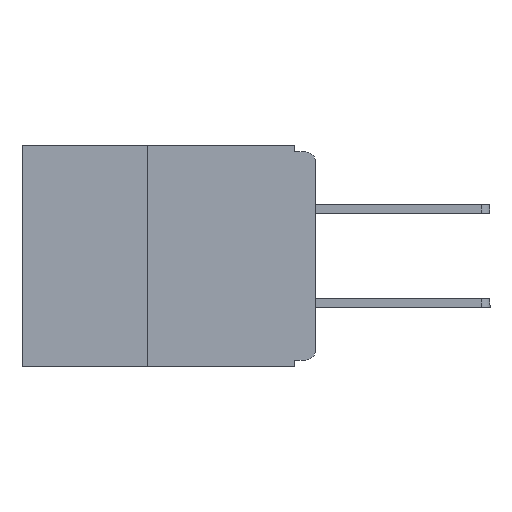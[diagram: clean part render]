
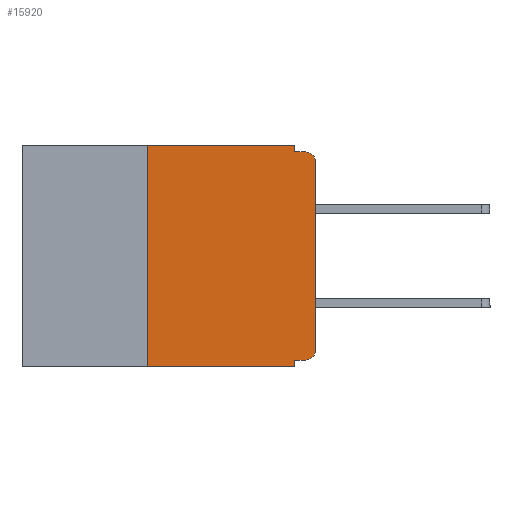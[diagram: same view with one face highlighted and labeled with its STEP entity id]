
A CAD part, left-side view. The second image highlights one B-rep face of the part: STEP entity #15920.
In plain terms, the highlighted planar face has unit normal (-1, 0, 0).
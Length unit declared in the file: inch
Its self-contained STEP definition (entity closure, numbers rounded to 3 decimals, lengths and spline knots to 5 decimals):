
#193 = VECTOR ( 'NONE', #5991, 39.37008 ) ;
#356 = CARTESIAN_POINT ( 'NONE',  ( 0., 0.25, -0.33 ) ) ;
#447 = ORIENTED_EDGE ( 'NONE', *, *, #10821, .F. ) ;
#687 = DIRECTION ( 'NONE',  ( 0., 0., -1. ) ) ;
#691 = DIRECTION ( 'NONE',  ( -1., 0., 0. ) ) ;
#730 = CARTESIAN_POINT ( 'NONE',  ( 0., 0.015, -0.025 ) ) ;
#853 = CIRCLE ( 'NONE', #26053, 0.015 ) ;
#901 = EDGE_LOOP ( 'NONE', ( #21758, #26065, #33619, #447, #23861, #10503, #15193, #9308, #5721, #6438 ) ) ;
#920 = DIRECTION ( 'NONE',  ( 0., 0., -1. ) ) ;
#2436 = VERTEX_POINT ( 'NONE', #25721 ) ;
#2670 = VERTEX_POINT ( 'NONE', #27650 ) ;
#2949 = LINE ( 'NONE', #14180, #23186 ) ;
#3080 = CARTESIAN_POINT ( 'NONE',  ( 0., 0.437, 0. ) ) ;
#3339 = CARTESIAN_POINT ( 'NONE',  ( 0., 0.437, -0.33 ) ) ;
#4390 = CARTESIAN_POINT ( 'NONE',  ( 0., 0.015, -0.305 ) ) ;
#4668 = EDGE_CURVE ( 'NONE', #5066, #29359, #853, .T. ) ;
#4980 = LINE ( 'NONE', #7368, #25172 ) ;
#5066 = VERTEX_POINT ( 'NONE', #30329 ) ;
#5721 = ORIENTED_EDGE ( 'NONE', *, *, #17064, .F. ) ;
#5745 = EDGE_CURVE ( 'NONE', #7225, #29359, #4980, .T. ) ;
#5933 = CARTESIAN_POINT ( 'NONE',  ( 0., 0.015, -0.01 ) ) ;
#5991 = DIRECTION ( 'NONE',  ( 0., -1., 0. ) ) ;
#6438 = ORIENTED_EDGE ( 'NONE', *, *, #25394, .T. ) ;
#6691 = CARTESIAN_POINT ( 'NONE',  ( 0., 0.031, -0.32 ) ) ;
#7040 = DIRECTION ( 'NONE',  ( 0., 0., -1. ) ) ;
#7225 = VERTEX_POINT ( 'NONE', #18437 ) ;
#7368 = CARTESIAN_POINT ( 'NONE',  ( 0., 0., -0.01 ) ) ;
#7794 = CARTESIAN_POINT ( 'NONE',  ( 0., 0., 0. ) ) ;
#8090 = DIRECTION ( 'NONE',  ( 0., -1., 0. ) ) ;
#9308 = ORIENTED_EDGE ( 'NONE', *, *, #13319, .F. ) ;
#10097 = CARTESIAN_POINT ( 'NONE',  ( 0., 0.25, -0.33 ) ) ;
#10450 = DIRECTION ( 'NONE',  ( 0., 0., 1. ) ) ;
#10503 = ORIENTED_EDGE ( 'NONE', *, *, #24836, .F. ) ;
#10821 = EDGE_CURVE ( 'NONE', #20013, #7225, #13560, .T. ) ;
#10929 = VECTOR ( 'NONE', #18489, 39.37008 ) ;
#11385 = CARTESIAN_POINT ( 'NONE',  ( 0., 0.437, 0. ) ) ;
#11805 = CARTESIAN_POINT ( 'NONE',  ( 0., 0.031, -0.33 ) ) ;
#12399 = LINE ( 'NONE', #10097, #32462 ) ;
#13319 = EDGE_CURVE ( 'NONE', #27089, #18505, #2949, .T. ) ;
#13560 = LINE ( 'NONE', #18261, #20559 ) ;
#14088 = PLANE ( 'NONE',  #21794 ) ;
#14180 = CARTESIAN_POINT ( 'NONE',  ( 0., 0.031, -0.33 ) ) ;
#14469 = VERTEX_POINT ( 'NONE', #24416 ) ;
#15193 = ORIENTED_EDGE ( 'NONE', *, *, #32291, .T. ) ;
#15427 = DIRECTION ( 'NONE',  ( 0., 0., 1. ) ) ;
#15920 = ADVANCED_FACE ( 'NONE', ( #19303 ), #14088, .F. ) ;
#16069 = CIRCLE ( 'NONE', #19971, 0.015 ) ;
#16710 = DIRECTION ( 'NONE',  ( 0., 0., -1. ) ) ;
#17064 = EDGE_CURVE ( 'NONE', #14469, #27089, #25763, .T. ) ;
#17802 = VERTEX_POINT ( 'NONE', #356 ) ;
#18261 = CARTESIAN_POINT ( 'NONE',  ( 0., 0.031, 0. ) ) ;
#18340 = VECTOR ( 'NONE', #10450, 39.37008 ) ;
#18437 = CARTESIAN_POINT ( 'NONE',  ( 0., 0.031, -0.01 ) ) ;
#18489 = DIRECTION ( 'NONE',  ( 0., 1., 0. ) ) ;
#18505 = VERTEX_POINT ( 'NONE', #11805 ) ;
#19200 = LINE ( 'NONE', #3080, #20032 ) ;
#19303 = FACE_OUTER_BOUND ( 'NONE', #901, .T. ) ;
#19941 = CARTESIAN_POINT ( 'NONE',  ( 0., 0.031, 0. ) ) ;
#19971 = AXIS2_PLACEMENT_3D ( 'NONE', #4390, #22836, #7040 ) ;
#20003 = LINE ( 'NONE', #7794, #18340 ) ;
#20013 = VERTEX_POINT ( 'NONE', #19941 ) ;
#20032 = VECTOR ( 'NONE', #21541, 39.37008 ) ;
#20559 = VECTOR ( 'NONE', #33792, 39.37008 ) ;
#21125 = CARTESIAN_POINT ( 'NONE',  ( 0., 0., -0.32 ) ) ;
#21541 = DIRECTION ( 'NONE',  ( 0., -1., 0. ) ) ;
#21758 = ORIENTED_EDGE ( 'NONE', *, *, #33820, .T. ) ;
#21794 = AXIS2_PLACEMENT_3D ( 'NONE', #11385, #24488, #16710 ) ;
#22836 = DIRECTION ( 'NONE',  ( -1., 0., 0. ) ) ;
#23186 = VECTOR ( 'NONE', #920, 39.37008 ) ;
#23861 = ORIENTED_EDGE ( 'NONE', *, *, #33358, .F. ) ;
#24416 = CARTESIAN_POINT ( 'NONE',  ( 0., 0.015, -0.32 ) ) ;
#24488 = DIRECTION ( 'NONE',  ( 1., 0., 0. ) ) ;
#24836 = EDGE_CURVE ( 'NONE', #17802, #2670, #12399, .T. ) ;
#25172 = VECTOR ( 'NONE', #8090, 39.37008 ) ;
#25394 = EDGE_CURVE ( 'NONE', #14469, #2436, #16069, .T. ) ;
#25721 = CARTESIAN_POINT ( 'NONE',  ( 0., 0., -0.305 ) ) ;
#25763 = LINE ( 'NONE', #21125, #10929 ) ;
#26053 = AXIS2_PLACEMENT_3D ( 'NONE', #730, #691, #687 ) ;
#26065 = ORIENTED_EDGE ( 'NONE', *, *, #4668, .T. ) ;
#27089 = VERTEX_POINT ( 'NONE', #6691 ) ;
#27650 = CARTESIAN_POINT ( 'NONE',  ( 0., 0.25, 0. ) ) ;
#28282 = LINE ( 'NONE', #3339, #193 ) ;
#29359 = VERTEX_POINT ( 'NONE', #5933 ) ;
#30329 = CARTESIAN_POINT ( 'NONE',  ( 0., 0., -0.025 ) ) ;
#32291 = EDGE_CURVE ( 'NONE', #17802, #18505, #28282, .T. ) ;
#32462 = VECTOR ( 'NONE', #15427, 39.37008 ) ;
#33358 = EDGE_CURVE ( 'NONE', #2670, #20013, #19200, .T. ) ;
#33619 = ORIENTED_EDGE ( 'NONE', *, *, #5745, .F. ) ;
#33792 = DIRECTION ( 'NONE',  ( 0., 0., -1. ) ) ;
#33820 = EDGE_CURVE ( 'NONE', #2436, #5066, #20003, .T. ) ;
